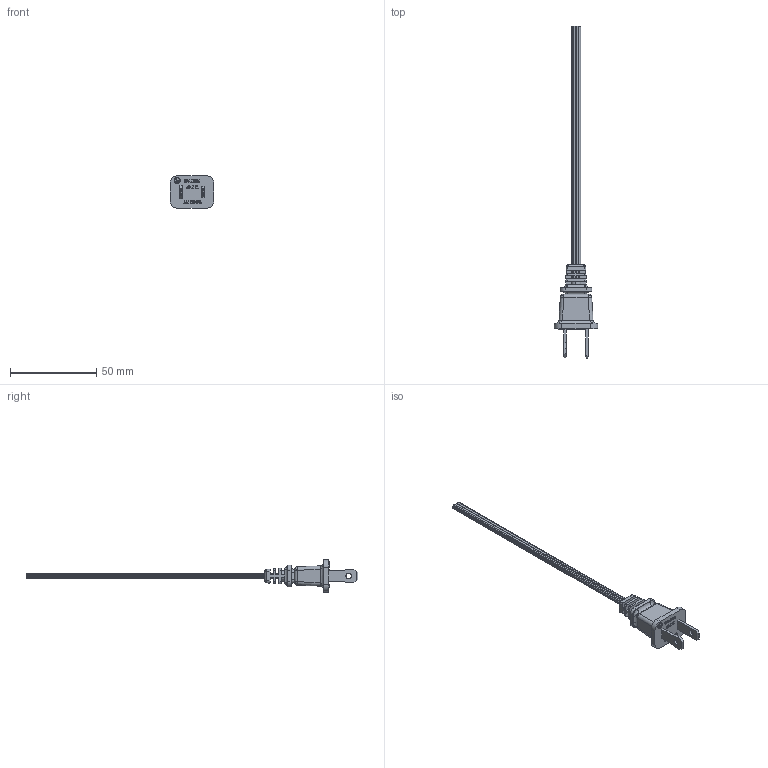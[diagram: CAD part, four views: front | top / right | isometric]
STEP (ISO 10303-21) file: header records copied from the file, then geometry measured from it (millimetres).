
FILE_DESCRIPTION (( 'STEP AP203' ), '1' );
FILE_NAME ('11-00011.step', '2016-09-15T22:41:51', ( '' ), ( '' ), 'SwSTEP 2.0', 'SolidWorks 2015', '' );
FILE_SCHEMA (( 'CONFIG_CONTROL_DESIGN' ));
Length unit declared in the file: millimetre
Products named in the file (3): 30-00242_blunt cut; TLY-1P; 11-00011
Assembly tree (2 placements, depth 2):
  11-00011
    30-00242_blunt cut
    TLY-1P
Bounding box: 25.4 x 192.6 x 18.8 mm (x, y, z)
Volume: 8968 mm3; surface area: 6608 mm2
Topology: 5 solids, 5 shells, 863 faces, 2485 edges, 1634 vertices
Faces by surface type: plane 744, cylinder 83, bspline 36
Entity records: 29248 total; most frequent: CARTESIAN_POINT 6531, ORIENTED_EDGE 4938, DIRECTION 4214, EDGE_CURVE 2469, VECTOR 2218, LINE 2218, VERTEX_POINT 1634, AXIS2_PLACEMENT_3D 998
